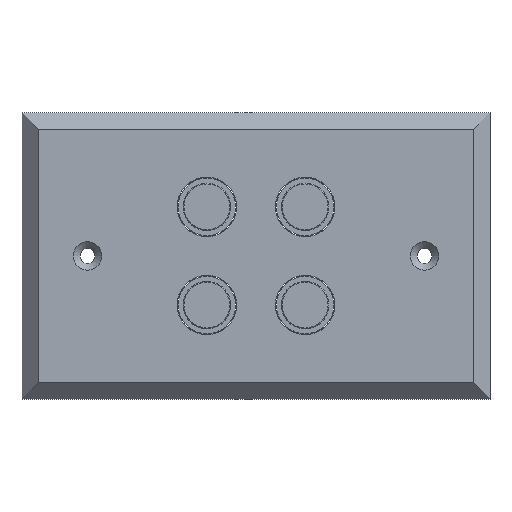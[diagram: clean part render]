
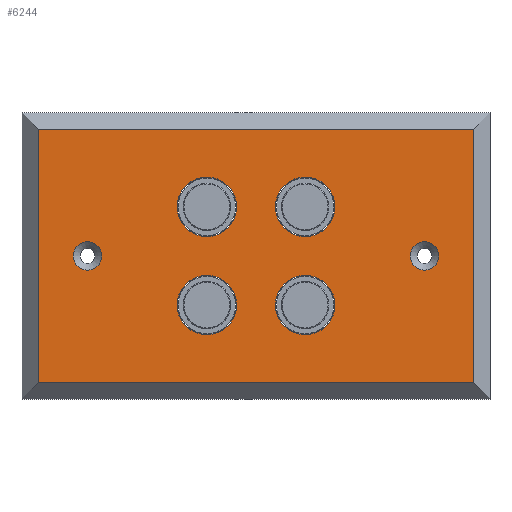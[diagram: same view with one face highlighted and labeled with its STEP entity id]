
A CAD part, top view. The second image highlights one B-rep face of the part: STEP entity #6244.
In plain terms, the highlighted planar face has unit normal (0, 0, 1).
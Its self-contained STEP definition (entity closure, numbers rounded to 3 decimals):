
#159=FACE_BOUND('',#897,.T.);
#160=FACE_BOUND('',#898,.T.);
#161=FACE_BOUND('',#899,.T.);
#162=FACE_BOUND('',#900,.T.);
#163=FACE_BOUND('',#901,.T.);
#164=FACE_BOUND('',#902,.T.);
#259=PLANE('',#6792);
#543=FACE_OUTER_BOUND('',#896,.T.);
#896=EDGE_LOOP('',(#4987,#4988,#4989,#4990));
#897=EDGE_LOOP('',(#4991));
#898=EDGE_LOOP('',(#4992));
#899=EDGE_LOOP('',(#4993));
#900=EDGE_LOOP('',(#4994));
#901=EDGE_LOOP('',(#4995));
#902=EDGE_LOOP('',(#4996));
#1411=LINE('',#9834,#2035);
#1412=LINE('',#9836,#2036);
#1413=LINE('',#9838,#2037);
#1414=LINE('',#9839,#2038);
#2035=VECTOR('',#8005,10.);
#2036=VECTOR('',#8006,10.);
#2037=VECTOR('',#8007,10.);
#2038=VECTOR('',#8008,10.);
#2524=CIRCLE('',#6790,3.479);
#2526=CIRCLE('',#6793,3.479);
#2527=CIRCLE('',#6794,7.25);
#2528=CIRCLE('',#6795,7.25);
#2529=CIRCLE('',#6796,7.25);
#2530=CIRCLE('',#6797,7.25);
#2946=VERTEX_POINT('',#9826);
#2948=VERTEX_POINT('',#9832);
#2949=VERTEX_POINT('',#9833);
#2950=VERTEX_POINT('',#9835);
#2951=VERTEX_POINT('',#9837);
#2952=VERTEX_POINT('',#9840);
#2953=VERTEX_POINT('',#9842);
#2954=VERTEX_POINT('',#9844);
#2955=VERTEX_POINT('',#9846);
#2956=VERTEX_POINT('',#9848);
#3687=EDGE_CURVE('',#2946,#2946,#2524,.T.);
#3690=EDGE_CURVE('',#2948,#2949,#1411,.T.);
#3691=EDGE_CURVE('',#2950,#2948,#1412,.T.);
#3692=EDGE_CURVE('',#2951,#2950,#1413,.T.);
#3693=EDGE_CURVE('',#2949,#2951,#1414,.T.);
#3694=EDGE_CURVE('',#2952,#2952,#2526,.T.);
#3695=EDGE_CURVE('',#2953,#2953,#2527,.T.);
#3696=EDGE_CURVE('',#2954,#2954,#2528,.T.);
#3697=EDGE_CURVE('',#2955,#2955,#2529,.T.);
#3698=EDGE_CURVE('',#2956,#2956,#2530,.T.);
#4987=ORIENTED_EDGE('',*,*,#3690,.F.);
#4988=ORIENTED_EDGE('',*,*,#3691,.F.);
#4989=ORIENTED_EDGE('',*,*,#3692,.F.);
#4990=ORIENTED_EDGE('',*,*,#3693,.F.);
#4991=ORIENTED_EDGE('',*,*,#3694,.F.);
#4992=ORIENTED_EDGE('',*,*,#3695,.T.);
#4993=ORIENTED_EDGE('',*,*,#3696,.T.);
#4994=ORIENTED_EDGE('',*,*,#3697,.T.);
#4995=ORIENTED_EDGE('',*,*,#3698,.T.);
#4996=ORIENTED_EDGE('',*,*,#3687,.F.);
#6244=ADVANCED_FACE('',(#543,#159,#160,#161,#162,#163,#164),#259,.T.);
#6790=AXIS2_PLACEMENT_3D('',#9827,#7998,#7999);
#6792=AXIS2_PLACEMENT_3D('',#9831,#8003,#8004);
#6793=AXIS2_PLACEMENT_3D('',#9841,#8009,#8010);
#6794=AXIS2_PLACEMENT_3D('',#9843,#8011,#8012);
#6795=AXIS2_PLACEMENT_3D('',#9845,#8013,#8014);
#6796=AXIS2_PLACEMENT_3D('',#9847,#8015,#8016);
#6797=AXIS2_PLACEMENT_3D('',#9849,#8017,#8018);
#7998=DIRECTION('center_axis',(0.,0.,1.));
#7999=DIRECTION('ref_axis',(-1.,0.,0.));
#8003=DIRECTION('center_axis',(0.,0.,1.));
#8004=DIRECTION('ref_axis',(1.,0.,0.));
#8005=DIRECTION('',(-1.,0.,0.));
#8006=DIRECTION('',(0.,-1.,0.));
#8007=DIRECTION('',(1.,0.,0.));
#8008=DIRECTION('',(0.,1.,0.));
#8009=DIRECTION('center_axis',(0.,0.,1.));
#8010=DIRECTION('ref_axis',(-1.,0.,0.));
#8011=DIRECTION('center_axis',(0.,0.,-1.));
#8012=DIRECTION('ref_axis',(-1.,0.,0.));
#8013=DIRECTION('center_axis',(0.,0.,-1.));
#8014=DIRECTION('ref_axis',(-1.,0.,0.));
#8015=DIRECTION('center_axis',(0.,0.,-1.));
#8016=DIRECTION('ref_axis',(-1.,0.,0.));
#8017=DIRECTION('center_axis',(0.,0.,-1.));
#8018=DIRECTION('ref_axis',(-1.,0.,0.));
#9826=CARTESIAN_POINT('',(44.629,114.3,6.477));
#9827=CARTESIAN_POINT('Origin',(41.15,114.3,6.477));
#9831=CARTESIAN_POINT('Origin',(0.,114.3,6.477));
#9832=CARTESIAN_POINT('',(53.15,83.375,6.477));
#9833=CARTESIAN_POINT('',(-53.15,83.375,6.477));
#9834=CARTESIAN_POINT('',(-28.575,83.375,6.477));
#9835=CARTESIAN_POINT('',(53.15,145.225,6.477));
#9836=CARTESIAN_POINT('',(53.15,131.763,6.477));
#9837=CARTESIAN_POINT('',(-53.15,145.225,6.477));
#9838=CARTESIAN_POINT('',(-28.575,145.225,6.477));
#9839=CARTESIAN_POINT('',(-53.15,131.763,6.477));
#9840=CARTESIAN_POINT('',(-37.671,114.3,6.477));
#9841=CARTESIAN_POINT('Origin',(-41.15,114.3,6.477));
#9842=CARTESIAN_POINT('',(19.25,126.3,6.477));
#9843=CARTESIAN_POINT('Origin',(12.,126.3,6.477));
#9844=CARTESIAN_POINT('',(19.25,102.3,6.477));
#9845=CARTESIAN_POINT('Origin',(12.,102.3,6.477));
#9846=CARTESIAN_POINT('',(-4.75,102.3,6.477));
#9847=CARTESIAN_POINT('Origin',(-12.,102.3,6.477));
#9848=CARTESIAN_POINT('',(-4.75,126.3,6.477));
#9849=CARTESIAN_POINT('Origin',(-12.,126.3,6.477));
